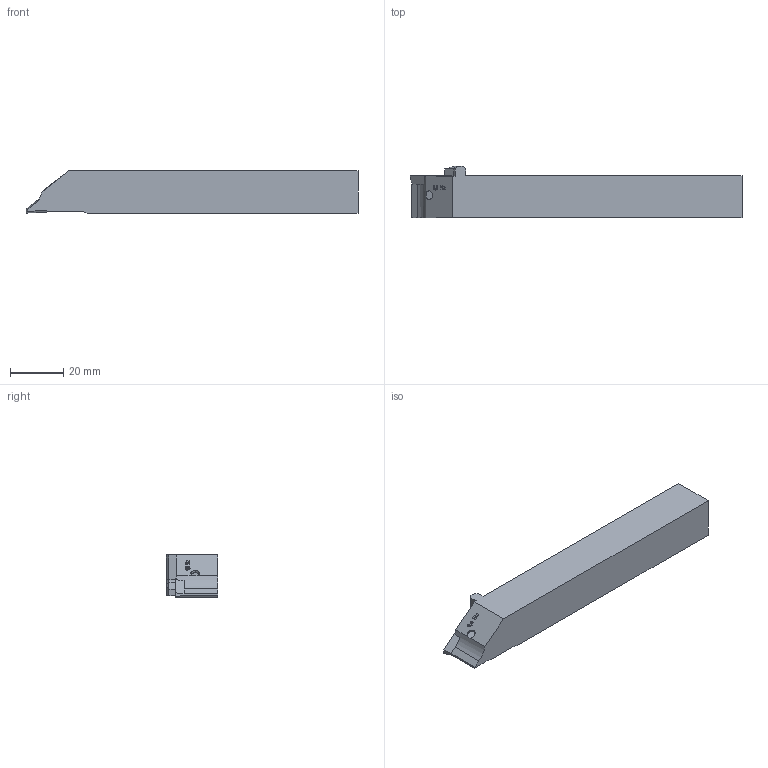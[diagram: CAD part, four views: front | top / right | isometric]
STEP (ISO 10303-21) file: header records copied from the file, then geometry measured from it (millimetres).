
FILE_DESCRIPTION (( 'STEP AP214' ), '1' );
FILE_NAME ('ISO-327-08.STEP', '2018-06-07T06:56:06', ( '' ), ( '' ), 'SwSTEP 2.0', 'SolidWorks 2017', '' );
FILE_SCHEMA (( 'AUTOMOTIVE_DESIGN' ));
Length unit declared in the file: millimetre
Products named in the file (1): ISO-327-08
Bounding box: 125 x 19.38 x 15.88 mm (x, y, z)
Volume: 29694.3 mm3; surface area: 8255.5 mm2
Topology: 1 solids, 1 shells, 124 faces, 343 edges, 224 vertices
Faces by surface type: plane 63, bspline 52, cylinder 8, cone 1
Entity records: 5727 total; most frequent: CARTESIAN_POINT 2804, ORIENTED_EDGE 686, DIRECTION 398, EDGE_CURVE 343, VERTEX_POINT 224, LINE 218, VECTOR 218, EDGE_LOOP 131
